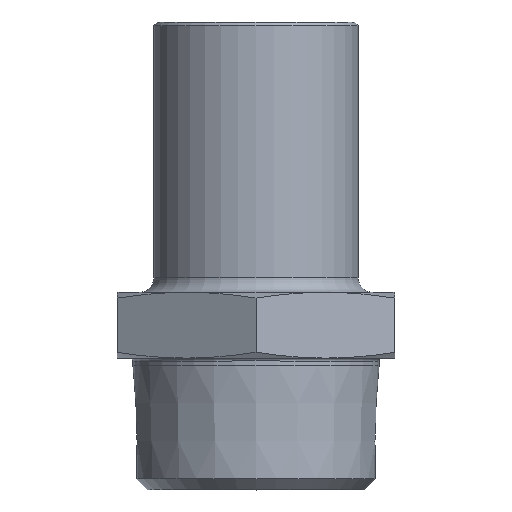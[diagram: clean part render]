
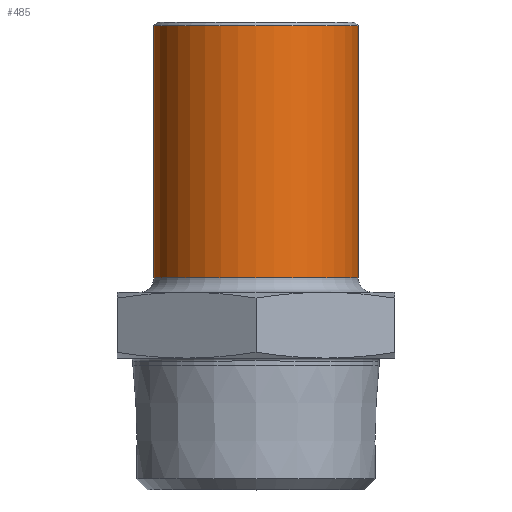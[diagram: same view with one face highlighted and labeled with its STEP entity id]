
A CAD part, top view. The second image highlights one B-rep face of the part: STEP entity #485.
In plain terms, the highlighted cylindrical face has radius 14 mm (diameter 28 mm), a full revolution.
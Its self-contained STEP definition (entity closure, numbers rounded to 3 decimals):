
#76=LINE('',#815,#90);
#90=VECTOR('',#675,14.);
#100=CYLINDRICAL_SURFACE('',#562,14.);
#111=FACE_OUTER_BOUND('',#146,.T.);
#146=EDGE_LOOP('',(#376,#377,#378,#379,#380,#381));
#191=CIRCLE('',#558,14.);
#192=CIRCLE('',#559,14.);
#194=CIRCLE('',#563,14.);
#195=CIRCLE('',#564,14.);
#226=VERTEX_POINT('',#805);
#227=VERTEX_POINT('',#807);
#229=VERTEX_POINT('',#814);
#230=VERTEX_POINT('',#816);
#279=EDGE_CURVE('',#226,#227,#191,.T.);
#280=EDGE_CURVE('',#227,#226,#192,.T.);
#282=EDGE_CURVE('',#227,#229,#76,.T.);
#283=EDGE_CURVE('',#229,#230,#194,.T.);
#284=EDGE_CURVE('',#230,#229,#195,.T.);
#376=ORIENTED_EDGE('',*,*,#279,.F.);
#377=ORIENTED_EDGE('',*,*,#280,.F.);
#378=ORIENTED_EDGE('',*,*,#282,.T.);
#379=ORIENTED_EDGE('',*,*,#283,.T.);
#380=ORIENTED_EDGE('',*,*,#284,.T.);
#381=ORIENTED_EDGE('',*,*,#282,.F.);
#485=ADVANCED_FACE('',(#111),#100,.T.);
#558=AXIS2_PLACEMENT_3D('',#808,#665,#666);
#559=AXIS2_PLACEMENT_3D('',#809,#667,#668);
#562=AXIS2_PLACEMENT_3D('',#813,#673,#674);
#563=AXIS2_PLACEMENT_3D('',#817,#676,#677);
#564=AXIS2_PLACEMENT_3D('',#818,#678,#679);
#665=DIRECTION('center_axis',(0.,1.,0.));
#666=DIRECTION('ref_axis',(0.,0.,-1.));
#667=DIRECTION('center_axis',(0.,1.,0.));
#668=DIRECTION('ref_axis',(0.,0.,-1.));
#673=DIRECTION('center_axis',(0.,1.,0.));
#674=DIRECTION('ref_axis',(0.,0.,1.));
#675=DIRECTION('',(0.,-1.,0.));
#676=DIRECTION('center_axis',(0.,1.,0.));
#677=DIRECTION('ref_axis',(1.,0.,0.));
#678=DIRECTION('center_axis',(0.,1.,0.));
#679=DIRECTION('ref_axis',(1.,0.,0.));
#805=CARTESIAN_POINT('',(0.,63.5,14.));
#807=CARTESIAN_POINT('',(0.,63.5,-14.));
#808=CARTESIAN_POINT('Origin',(0.,63.5,0.));
#809=CARTESIAN_POINT('Origin',(0.,63.5,0.));
#813=CARTESIAN_POINT('Origin',(0.,46.5,0.));
#814=CARTESIAN_POINT('',(0.,29.,-14.));
#815=CARTESIAN_POINT('',(0.,46.5,-14.));
#816=CARTESIAN_POINT('',(0.,29.,14.));
#817=CARTESIAN_POINT('Origin',(0.,29.,0.));
#818=CARTESIAN_POINT('Origin',(0.,29.,0.));
